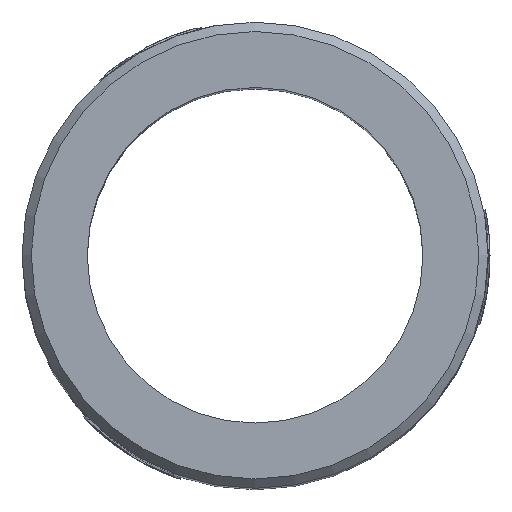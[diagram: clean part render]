
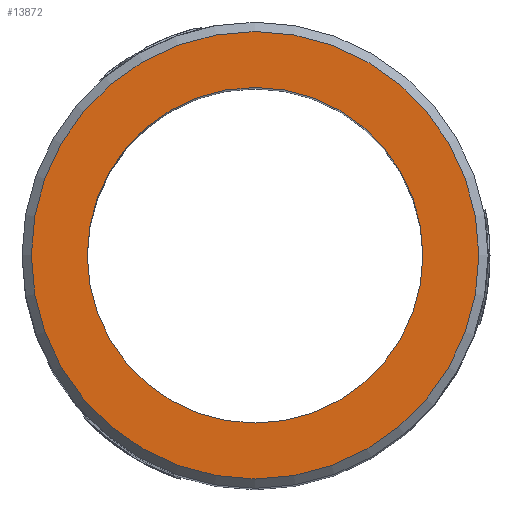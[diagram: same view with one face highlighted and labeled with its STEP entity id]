
A CAD part, top view. The second image highlights one B-rep face of the part: STEP entity #13872.
In plain terms, the highlighted planar face has unit normal (0, 0, 1).
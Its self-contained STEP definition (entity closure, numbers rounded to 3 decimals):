
#87=FACE_BOUND('',#2822,.T.);
#2024=FACE_OUTER_BOUND('',#2821,.T.);
#2821=EDGE_LOOP('',(#12010));
#2822=EDGE_LOOP('',(#12011));
#4783=CIRCLE('',#14568,12.);
#4784=CIRCLE('',#14571,9.);
#6102=VERTEX_POINT('',#67852);
#6103=VERTEX_POINT('',#67857);
#8072=EDGE_CURVE('',#6102,#6102,#4783,.T.);
#8073=EDGE_CURVE('',#6103,#6103,#4784,.T.);
#12010=ORIENTED_EDGE('',*,*,#8072,.F.);
#12011=ORIENTED_EDGE('',*,*,#8073,.T.);
#12421=PLANE('',#14570);
#13872=ADVANCED_FACE('',(#2024,#87),#12421,.F.);
#14568=AXIS2_PLACEMENT_3D('',#67854,#16799,#16800);
#14570=AXIS2_PLACEMENT_3D('',#67856,#16803,#16804);
#14571=AXIS2_PLACEMENT_3D('',#67858,#16805,#16806);
#16799=DIRECTION('center_axis',(0.,0.,-1.));
#16800=DIRECTION('ref_axis',(-1.,0.,0.));
#16803=DIRECTION('center_axis',(0.,0.,-1.));
#16804=DIRECTION('ref_axis',(-1.,0.,0.));
#16805=DIRECTION('center_axis',(0.,0.,-1.));
#16806=DIRECTION('ref_axis',(-1.,0.,0.));
#67852=CARTESIAN_POINT('',(12.,0.,45.5));
#67854=CARTESIAN_POINT('Origin',(0.,0.,45.5));
#67856=CARTESIAN_POINT('Origin',(0.,0.,45.5));
#67857=CARTESIAN_POINT('',(9.,0.,45.5));
#67858=CARTESIAN_POINT('Origin',(0.,0.,45.5));
